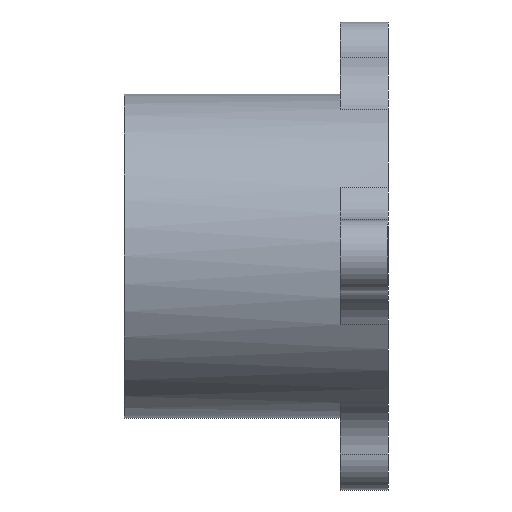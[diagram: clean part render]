
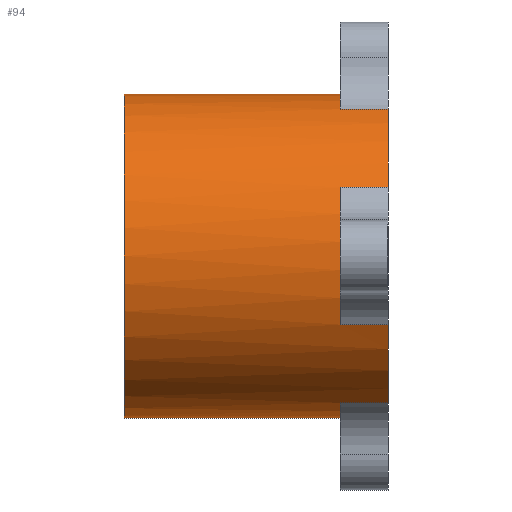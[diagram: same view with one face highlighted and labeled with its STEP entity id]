
A CAD part, left-side view. The second image highlights one B-rep face of the part: STEP entity #94.
In plain terms, the highlighted cylindrical face has radius 33.75 mm (diameter 67.5 mm), a partial arc.
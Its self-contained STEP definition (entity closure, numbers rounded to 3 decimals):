
#5 = CARTESIAN_POINT ( 'NONE',  ( 0., 0., 0. ) ) ;
#14 = DIRECTION ( 'NONE',  ( 0., 1., 0. ) ) ;
#32 = VERTEX_POINT ( 'NONE', #96 ) ;
#50 = CARTESIAN_POINT ( 'NONE',  ( -14.294, 10., 30.574 ) ) ;
#79 = EDGE_CURVE ( 'NONE', #1179, #862, #289, .T. ) ;
#80 = VECTOR ( 'NONE', #1040, 1000. ) ;
#88 = FACE_OUTER_BOUND ( 'NONE', #763, .T. ) ;
#92 = DIRECTION ( 'NONE',  ( 0., 0., 1. ) ) ;
#94 = ADVANCED_FACE ( 'NONE', ( #88 ), #372, .T. ) ;
#96 = CARTESIAN_POINT ( 'NONE',  ( -30.574, 10., -14.294 ) ) ;
#100 = CARTESIAN_POINT ( 'NONE',  ( -30.574, 0., -14.294 ) ) ;
#121 = EDGE_CURVE ( 'NONE', #509, #542, #360, .T. ) ;
#142 = VERTEX_POINT ( 'NONE', #176 ) ;
#161 = DIRECTION ( 'NONE',  ( 0., -1., 0. ) ) ;
#163 = VECTOR ( 'NONE', #666, 1000. ) ;
#171 = CIRCLE ( 'NONE', #935, 33.75 ) ;
#176 = CARTESIAN_POINT ( 'NONE',  ( 0., 55., -33.75 ) ) ;
#177 = AXIS2_PLACEMENT_3D ( 'NONE', #865, #859, #1249 ) ;
#207 = VERTEX_POINT ( 'NONE', #1253 ) ;
#214 = ORIENTED_EDGE ( 'NONE', *, *, #1092, .F. ) ;
#229 = CARTESIAN_POINT ( 'NONE',  ( 0., 55., 0. ) ) ;
#244 = CIRCLE ( 'NONE', #1030, 33.75 ) ;
#269 = ORIENTED_EDGE ( 'NONE', *, *, #1159, .T. ) ;
#289 = LINE ( 'NONE', #455, #520 ) ;
#302 = DIRECTION ( 'NONE',  ( 0., 1., 0. ) ) ;
#307 = DIRECTION ( 'NONE',  ( 0., 0., -1. ) ) ;
#310 = CARTESIAN_POINT ( 'NONE',  ( -14.294, 0., -30.574 ) ) ;
#325 = EDGE_CURVE ( 'NONE', #330, #1111, #1255, .T. ) ;
#330 = VERTEX_POINT ( 'NONE', #310 ) ;
#360 = LINE ( 'NONE', #1156, #163 ) ;
#372 = CYLINDRICAL_SURFACE ( 'NONE', #855, 33.75 ) ;
#375 = EDGE_CURVE ( 'NONE', #862, #542, #244, .T. ) ;
#377 = VECTOR ( 'NONE', #1036, 1000. ) ;
#394 = CARTESIAN_POINT ( 'NONE',  ( 0., 55., 33.75 ) ) ;
#415 = ORIENTED_EDGE ( 'NONE', *, *, #560, .F. ) ;
#428 = EDGE_CURVE ( 'NONE', #142, #207, #621, .T. ) ;
#439 = ORIENTED_EDGE ( 'NONE', *, *, #828, .F. ) ;
#453 = CARTESIAN_POINT ( 'NONE',  ( 0., 10., 33.75 ) ) ;
#455 = CARTESIAN_POINT ( 'NONE',  ( -30.574, 10., 14.294 ) ) ;
#457 = CARTESIAN_POINT ( 'NONE',  ( -30.574, 0., 14.294 ) ) ;
#469 = DIRECTION ( 'NONE',  ( 0., -1., 0. ) ) ;
#474 = VERTEX_POINT ( 'NONE', #521 ) ;
#499 = CARTESIAN_POINT ( 'NONE',  ( -14.294, 10., -30.574 ) ) ;
#509 = VERTEX_POINT ( 'NONE', #50 ) ;
#520 = VECTOR ( 'NONE', #469, 1000. ) ;
#521 = CARTESIAN_POINT ( 'NONE',  ( -14.294, 10., -30.574 ) ) ;
#523 = EDGE_CURVE ( 'NONE', #624, #509, #804, .T. ) ;
#525 = DIRECTION ( 'NONE',  ( 0., 0., -1. ) ) ;
#537 = ORIENTED_EDGE ( 'NONE', *, *, #79, .T. ) ;
#542 = VERTEX_POINT ( 'NONE', #1018 ) ;
#544 = CARTESIAN_POINT ( 'NONE',  ( 0., 10., 0. ) ) ;
#560 = EDGE_CURVE ( 'NONE', #732, #624, #1045, .T. ) ;
#573 = EDGE_CURVE ( 'NONE', #1179, #32, #748, .T. ) ;
#621 = LINE ( 'NONE', #1123, #377 ) ;
#623 = DIRECTION ( 'NONE',  ( 0., -1., 0. ) ) ;
#624 = VERTEX_POINT ( 'NONE', #453 ) ;
#648 = DIRECTION ( 'NONE',  ( 0., 1., 0. ) ) ;
#652 = LINE ( 'NONE', #1042, #823 ) ;
#666 = DIRECTION ( 'NONE',  ( 0., -1., 0. ) ) ;
#698 = ORIENTED_EDGE ( 'NONE', *, *, #375, .T. ) ;
#726 = VECTOR ( 'NONE', #1008, 1000. ) ;
#732 = VERTEX_POINT ( 'NONE', #394 ) ;
#748 = CIRCLE ( 'NONE', #177, 33.75 ) ;
#763 = EDGE_LOOP ( 'NONE', ( #415, #943, #891, #439, #269, #1258, #214, #899, #537, #698, #905, #1068 ) ) ;
#784 = CARTESIAN_POINT ( 'NONE',  ( -30.574, 10., 14.294 ) ) ;
#804 = CIRCLE ( 'NONE', #830, 33.75 ) ;
#823 = VECTOR ( 'NONE', #161, 1000. ) ;
#828 = EDGE_CURVE ( 'NONE', #474, #207, #171, .T. ) ;
#830 = AXIS2_PLACEMENT_3D ( 'NONE', #544, #1110, #1102 ) ;
#855 = AXIS2_PLACEMENT_3D ( 'NONE', #1062, #623, #525 ) ;
#859 = DIRECTION ( 'NONE',  ( 0., -1., 0. ) ) ;
#862 = VERTEX_POINT ( 'NONE', #457 ) ;
#865 = CARTESIAN_POINT ( 'NONE',  ( 0., 10., 0. ) ) ;
#891 = ORIENTED_EDGE ( 'NONE', *, *, #428, .T. ) ;
#895 = CARTESIAN_POINT ( 'NONE',  ( 0., 0., 0. ) ) ;
#899 = ORIENTED_EDGE ( 'NONE', *, *, #573, .F. ) ;
#905 = ORIENTED_EDGE ( 'NONE', *, *, #121, .F. ) ;
#935 = AXIS2_PLACEMENT_3D ( 'NONE', #1197, #1205, #307 ) ;
#943 = ORIENTED_EDGE ( 'NONE', *, *, #1022, .F. ) ;
#976 = CIRCLE ( 'NONE', #1256, 33.75 ) ;
#1008 = DIRECTION ( 'NONE',  ( 0., -1., 0. ) ) ;
#1018 = CARTESIAN_POINT ( 'NONE',  ( -14.294, 0., 30.574 ) ) ;
#1022 = EDGE_CURVE ( 'NONE', #142, #732, #976, .T. ) ;
#1030 = AXIS2_PLACEMENT_3D ( 'NONE', #895, #14, #1168 ) ;
#1036 = DIRECTION ( 'NONE',  ( 0., -1., 0. ) ) ;
#1040 = DIRECTION ( 'NONE',  ( 0., -1., 0. ) ) ;
#1042 = CARTESIAN_POINT ( 'NONE',  ( -30.574, 10., -14.294 ) ) ;
#1045 = LINE ( 'NONE', #1137, #80 ) ;
#1062 = CARTESIAN_POINT ( 'NONE',  ( 0., 5., 0. ) ) ;
#1068 = ORIENTED_EDGE ( 'NONE', *, *, #523, .F. ) ;
#1080 = LINE ( 'NONE', #499, #726 ) ;
#1092 = EDGE_CURVE ( 'NONE', #32, #1111, #652, .T. ) ;
#1102 = DIRECTION ( 'NONE',  ( 0., 0., -1. ) ) ;
#1110 = DIRECTION ( 'NONE',  ( 0., -1., 0. ) ) ;
#1111 = VERTEX_POINT ( 'NONE', #100 ) ;
#1123 = CARTESIAN_POINT ( 'NONE',  ( 0., 5., -33.75 ) ) ;
#1137 = CARTESIAN_POINT ( 'NONE',  ( 0., 5., 33.75 ) ) ;
#1156 = CARTESIAN_POINT ( 'NONE',  ( -14.294, 10., 30.574 ) ) ;
#1159 = EDGE_CURVE ( 'NONE', #474, #330, #1080, .T. ) ;
#1168 = DIRECTION ( 'NONE',  ( 0., 0., 1. ) ) ;
#1179 = VERTEX_POINT ( 'NONE', #784 ) ;
#1197 = CARTESIAN_POINT ( 'NONE',  ( 0., 10., 0. ) ) ;
#1201 = AXIS2_PLACEMENT_3D ( 'NONE', #5, #302, #92 ) ;
#1205 = DIRECTION ( 'NONE',  ( 0., -1., 0. ) ) ;
#1225 = DIRECTION ( 'NONE',  ( 0., 0., 1. ) ) ;
#1249 = DIRECTION ( 'NONE',  ( 0., 0., -1. ) ) ;
#1253 = CARTESIAN_POINT ( 'NONE',  ( 0., 10., -33.75 ) ) ;
#1255 = CIRCLE ( 'NONE', #1201, 33.75 ) ;
#1256 = AXIS2_PLACEMENT_3D ( 'NONE', #229, #648, #1225 ) ;
#1258 = ORIENTED_EDGE ( 'NONE', *, *, #325, .T. ) ;
